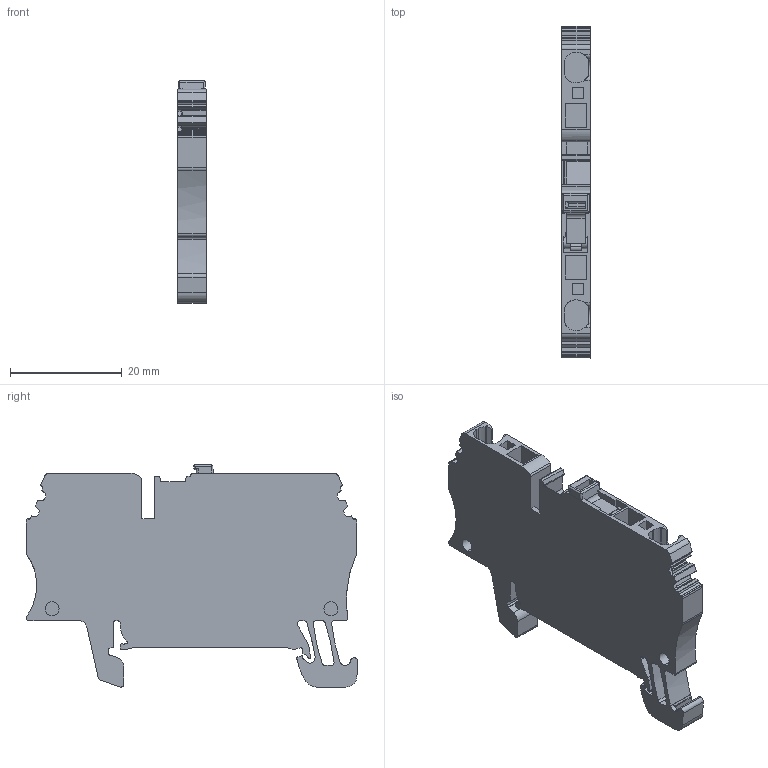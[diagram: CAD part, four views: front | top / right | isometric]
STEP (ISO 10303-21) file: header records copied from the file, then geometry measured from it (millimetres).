
FILE_DESCRIPTION(('CATIA V5 STEP Exchange','CAx-IF Rec.Pracs.--- Model Styling and Organization---1.5--- 2016-08-15','CAx-IF Rec.Pracs.---Supplemental Geometry---1.0---2011-11-01','CAx-IF Rec.Pracs.--- Composite Materials ---1.1---2010-07-15'),'2;1');
FILE_NAME ('347206_3_1831280000_1831280000.stp','2024-05-30T09:35:35+00:00',('none'),('Weidmueller'),'CATIA Version 5-6 Release 2022 SP4 HF5','CATIA V5 STEP AP214 v3','none');
FILE_SCHEMA(('AUTOMOTIVE_DESIGN { 1 0 10303 214 1 1 1 1 }'));
Length unit declared in the file: millimetre
Products named in the file (1): 1831280000
Bounding box: 5.1 x 59.48 x 39.85 mm (x, y, z)
Volume: 7579.8 mm3; surface area: 6277.9 mm2
Topology: 1 solids, 2 shells, 491 faces, 1420 edges, 934 vertices
Faces by surface type: plane 239, cylinder 220, bspline 28, cone 4
Entity records: 18158 total; most frequent: CARTESIAN_POINT 5492, ORIENTED_EDGE 2836, DIRECTION 2007, EDGE_CURVE 1418, VERTEX_POINT 934, VECTOR 901, LINE 901, AXIS2_PLACEMENT_3D 655
